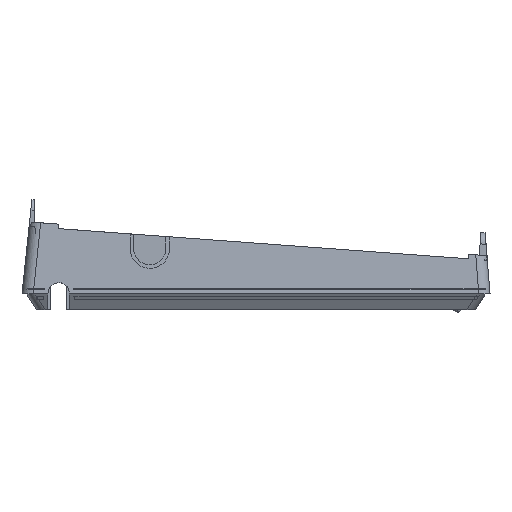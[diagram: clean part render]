
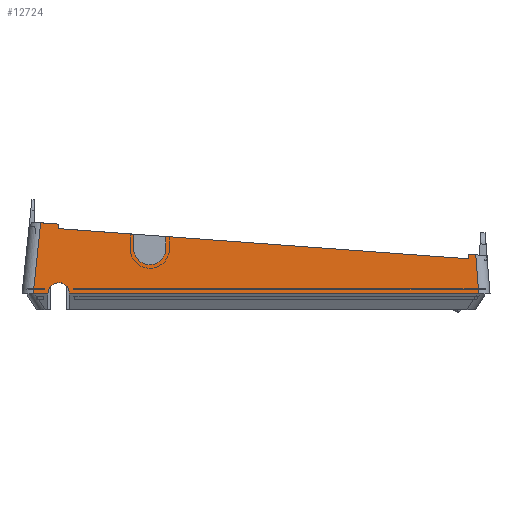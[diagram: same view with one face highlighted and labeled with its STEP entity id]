
A CAD part, left-side view. The second image highlights one B-rep face of the part: STEP entity #12724.
In plain terms, the highlighted planar face has unit normal (-0.998, 0, 0.07).
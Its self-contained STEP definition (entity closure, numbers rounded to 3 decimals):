
#152 = LINE ( 'NONE', #1178, #263 ) ;
#263 = VECTOR ( 'NONE', #11653, 1000. ) ;
#277 = LINE ( 'NONE', #5446, #12142 ) ;
#516 = EDGE_CURVE ( 'NONE', #5205, #1378, #4009, .T. ) ;
#935 = EDGE_CURVE ( 'NONE', #4601, #10853, #12151, .T. ) ;
#1178 = CARTESIAN_POINT ( 'NONE',  ( -155.762, -58.535, 6.975 ) ) ;
#1206 = CARTESIAN_POINT ( 'NONE',  ( -156.239, 41.459, 0.15 ) ) ;
#1284 = CARTESIAN_POINT ( 'NONE',  ( -156.239, 46.241, 0.15 ) ) ;
#1338 = CARTESIAN_POINT ( 'NONE',  ( -156.187, 46.228, 0.895 ) ) ;
#1368 = LINE ( 'NONE', #6366, #12166 ) ;
#1378 = VERTEX_POINT ( 'NONE', #13679 ) ;
#1387 = CARTESIAN_POINT ( 'NONE',  ( -155.234, 43.963, 14.524 ) ) ;
#1538 = CARTESIAN_POINT ( 'NONE',  ( -156.239, 46.241, 0.15 ) ) ;
#1766 = CARTESIAN_POINT ( 'NONE',  ( -155.358, 20., 12.759 ) ) ;
#1779 = ORIENTED_EDGE ( 'NONE', *, *, #13849, .F. ) ;
#1896 = VERTEX_POINT ( 'NONE', #8751 ) ;
#2121 = CARTESIAN_POINT ( 'NONE',  ( -155.544, 27.2, 10.1 ) ) ;
#2140 = CARTESIAN_POINT ( 'NONE',  ( -156.239, 41.459, 0.15 ) ) ;
#2143 = VECTOR ( 'NONE', #2454, 1000. ) ;
#2262 = DIRECTION ( 'NONE',  ( 0.07, 0.017, 0.997 ) ) ;
#2437 = VECTOR ( 'NONE', #15803, 1000. ) ;
#2454 = DIRECTION ( 'NONE',  ( -0.069, 0.104, -0.992 ) ) ;
#2534 = EDGE_CURVE ( 'NONE', #7994, #1896, #6767, .T. ) ;
#2562 = DIRECTION ( 'NONE',  ( 0.07, -0.056, 0.996 ) ) ;
#2638 = DIRECTION ( 'NONE',  ( -0.005, -0.997, -0.073 ) ) ;
#2653 = CARTESIAN_POINT ( 'NONE',  ( -156.25, 20., 0. ) ) ;
#2698 = CARTESIAN_POINT ( 'NONE',  ( -155.854, 48.909, 5.667 ) ) ;
#2737 = VERTEX_POINT ( 'NONE', #14973 ) ;
#2907 = ORIENTED_EDGE ( 'NONE', *, *, #14507, .T. ) ;
#2909 = VERTEX_POINT ( 'NONE', #6493 ) ;
#3218 = DIRECTION ( 'NONE',  ( 0., -1., 0. ) ) ;
#3222 = PLANE ( 'NONE',  #10239 ) ;
#3286 = CARTESIAN_POINT ( 'NONE',  ( -156.307, 41.442, -0.811 ) ) ;
#3374 = EDGE_CURVE ( 'NONE', #1896, #2737, #9750, .T. ) ;
#3803 = DIRECTION ( 'NONE',  ( -0.07, 0.017, -0.997 ) ) ;
#3905 = CARTESIAN_POINT ( 'NONE',  ( -155.916, 46.16, 4.77 ) ) ;
#3985 = EDGE_CURVE ( 'NONE', #5566, #5205, #10481, .T. ) ;
#4009 = LINE ( 'NONE', #15521, #4355 ) ;
#4173 = DIRECTION ( 'NONE',  ( -0.005, -0.997, -0.073 ) ) ;
#4355 = VECTOR ( 'NONE', #14252, 1000. ) ;
#4383 = CARTESIAN_POINT ( 'NONE',  ( -155.625, -47.255, 8.936 ) ) ;
#4395 = DIRECTION ( 'NONE',  ( -0.07, 0., -0.998 ) ) ;
#4407 = CARTESIAN_POINT ( 'NONE',  ( -155.321, 27.2, 13.29 ) ) ;
#4488 = ORIENTED_EDGE ( 'NONE', *, *, #14011, .F. ) ;
#4601 = VERTEX_POINT ( 'NONE', #2140 ) ;
#4805 = ORIENTED_EDGE ( 'NONE', *, *, #516, .T. ) ;
#4870 = VECTOR ( 'NONE', #2638, 1000. ) ;
#5104 = EDGE_LOOP ( 'NONE', ( #13392, #5230, #4805, #16056, #9733, #16034, #8830, #6652, #11104, #4488, #1779, #10472, #6434, #14749, #5341, #2907 ) ) ;
#5205 = VERTEX_POINT ( 'NONE', #8462 ) ;
#5230 = ORIENTED_EDGE ( 'NONE', *, *, #3985, .T. ) ;
#5279 = VERTEX_POINT ( 'NONE', #9382 ) ;
#5315 = VECTOR ( 'NONE', #6544, 1000. ) ;
#5341 = ORIENTED_EDGE ( 'NONE', *, *, #13180, .F. ) ;
#5446 = CARTESIAN_POINT ( 'NONE',  ( -155.762, -58.535, 6.975 ) ) ;
#5566 = VERTEX_POINT ( 'NONE', #10883 ) ;
#5573 = LINE ( 'NONE', #4383, #2437 ) ;
#5586 = CARTESIAN_POINT ( 'NONE',  ( -156.25, -5.272, 0. ) ) ;
#6230 = CARTESIAN_POINT ( 'NONE',  ( -156.25, 27.2, 0. ) ) ;
#6366 = CARTESIAN_POINT ( 'NONE',  ( -156.055, 44.622, 2.787 ) ) ;
#6434 = ORIENTED_EDGE ( 'NONE', *, *, #10923, .F. ) ;
#6475 = LINE ( 'NONE', #14263, #6715 ) ;
#6493 = CARTESIAN_POINT ( 'NONE',  ( -155.544, 27.2, 10.1 ) ) ;
#6544 = DIRECTION ( 'NONE',  ( 0.07, 0., 0.998 ) ) ;
#6652 = ORIENTED_EDGE ( 'NONE', *, *, #3374, .T. ) ;
#6715 = VECTOR ( 'NONE', #11627, 1000. ) ;
#6767 = LINE ( 'NONE', #5586, #10104 ) ;
#7109 = DIRECTION ( 'NONE',  ( 0., 1., 0. ) ) ;
#7127 = CARTESIAN_POINT ( 'NONE',  ( -156.009, -49.235, 3.443 ) ) ;
#7284 = CARTESIAN_POINT ( 'NONE',  ( -156.047, 27.2, 2.9 ) ) ;
#7337 = VERTEX_POINT ( 'NONE', #4407 ) ;
#7994 = VERTEX_POINT ( 'NONE', #12658 ) ;
#8061 = EDGE_CURVE ( 'NONE', #5279, #14103, #8849, .T. ) ;
#8114 = CARTESIAN_POINT ( 'NONE',  ( -155.634, -47.246, 8.809 ) ) ;
#8391 = CARTESIAN_POINT ( 'NONE',  ( -156.25, -5.272, 0. ) ) ;
#8405 = CARTESIAN_POINT ( 'NONE',  ( -156.047, 20., 2.9 ) ) ;
#8462 = CARTESIAN_POINT ( 'NONE',  ( -156.25, 49.505, 0. ) ) ;
#8472 = FACE_OUTER_BOUND ( 'NONE', #5104, .T. ) ;
#8608 = VECTOR ( 'NONE', #2262, 1000. ) ;
#8751 = CARTESIAN_POINT ( 'NONE',  ( -156.25, -49.506, 0. ) ) ;
#8830 = ORIENTED_EDGE ( 'NONE', *, *, #2534, .T. ) ;
#8849 = LINE ( 'NONE', #2653, #5315 ) ;
#9072 = LINE ( 'NONE', #14237, #4870 ) ;
#9185 = VERTEX_POINT ( 'NONE', #11701 ) ;
#9382 = CARTESIAN_POINT ( 'NONE',  ( -155.544, 20., 10.1 ) ) ;
#9733 = ORIENTED_EDGE ( 'NONE', *, *, #935, .F. ) ;
#9750 = LINE ( 'NONE', #7127, #14855 ) ;
#9890 = VERTEX_POINT ( 'NONE', #10318 ) ;
#10104 = VECTOR ( 'NONE', #3218, 1000. ) ;
#10235 = EDGE_CURVE ( 'NONE', #7337, #2909, #15982, .T. ) ;
#10239 = AXIS2_PLACEMENT_3D ( 'NONE', #8391, #13620, #7109 ) ;
#10318 = CARTESIAN_POINT ( 'NONE',  ( -155.704, -47.172, 7.812 ) ) ;
#10472 = ORIENTED_EDGE ( 'NONE', *, *, #8061, .F. ) ;
#10481 = LINE ( 'NONE', #2698, #2143 ) ;
#10853 = VERTEX_POINT ( 'NONE', #1538 ) ;
#10883 = CARTESIAN_POINT ( 'NONE',  ( -155.144, 47.843, 15.813 ) ) ;
#10923 = EDGE_CURVE ( 'NONE', #2909, #5279, #15743, .T. ) ;
#10976 = VECTOR ( 'NONE', #4395, 1000. ) ;
#11104 = ORIENTED_EDGE ( 'NONE', *, *, #14570, .F. ) ;
#11492 = LINE ( 'NONE', #1338, #13514 ) ;
#11627 = DIRECTION ( 'NONE',  ( 0.005, 0.997, 0.073 ) ) ;
#11653 = DIRECTION ( 'NONE',  ( -0.005, -0.997, -0.073 ) ) ;
#11701 = CARTESIAN_POINT ( 'NONE',  ( -155.165, 43.907, 15.523 ) ) ;
#11803 = VERTEX_POINT ( 'NONE', #1387 ) ;
#12142 = VECTOR ( 'NONE', #4173, 1000. ) ;
#12151 =( BOUNDED_CURVE ( )  B_SPLINE_CURVE ( 3, ( #1206, #12875, #3905, #1284 ),
 .UNSPECIFIED., .F., .F. ) 
 B_SPLINE_CURVE_WITH_KNOTS ( ( 4, 4 ),
 ( 4.73, 7.837 ),
 .UNSPECIFIED. ) 
 CURVE ( )  GEOMETRIC_REPRESENTATION_ITEM ( )  RATIONAL_B_SPLINE_CURVE ( ( 1., 0.345, 0.345, 1. ) ) 
 REPRESENTATION_ITEM ( '' )  );
#12166 = VECTOR ( 'NONE', #2562, 1000. ) ;
#12292 = DIRECTION ( 'NONE',  ( 0.07, 0.078, 0.995 ) ) ;
#12449 = CARTESIAN_POINT ( 'NONE',  ( -155.544, 20., 10.1 ) ) ;
#12658 = CARTESIAN_POINT ( 'NONE',  ( -156.25, 41.456, 0. ) ) ;
#12724 = ADVANCED_FACE ( 'NONE', ( #8472 ), #3222, .T. ) ;
#12875 = CARTESIAN_POINT ( 'NONE',  ( -155.916, 41.54, 4.77 ) ) ;
#12931 = VERTEX_POINT ( 'NONE', #8114 ) ;
#13180 = EDGE_CURVE ( 'NONE', #11803, #7337, #277, .T. ) ;
#13392 = ORIENTED_EDGE ( 'NONE', *, *, #15830, .T. ) ;
#13514 = VECTOR ( 'NONE', #3803, 1000. ) ;
#13620 = DIRECTION ( 'NONE',  ( -0.998, 0., 0.07 ) ) ;
#13679 = CARTESIAN_POINT ( 'NONE',  ( -156.25, 46.244, 0. ) ) ;
#13687 = LINE ( 'NONE', #3286, #8608 ) ;
#13849 = EDGE_CURVE ( 'NONE', #14103, #9890, #152, .T. ) ;
#13964 = EDGE_CURVE ( 'NONE', #10853, #1378, #11492, .T. ) ;
#14011 = EDGE_CURVE ( 'NONE', #9890, #12931, #5573, .T. ) ;
#14103 = VERTEX_POINT ( 'NONE', #1766 ) ;
#14237 = CARTESIAN_POINT ( 'NONE',  ( -155.422, -6.148, 11.836 ) ) ;
#14252 = DIRECTION ( 'NONE',  ( 0., -1., 0. ) ) ;
#14263 = CARTESIAN_POINT ( 'NONE',  ( -155.391, -0.104, 12.281 ) ) ;
#14507 = EDGE_CURVE ( 'NONE', #11803, #9185, #1368, .T. ) ;
#14570 = EDGE_CURVE ( 'NONE', #12931, #2737, #9072, .T. ) ;
#14749 = ORIENTED_EDGE ( 'NONE', *, *, #10235, .F. ) ;
#14855 = VECTOR ( 'NONE', #12292, 1000. ) ;
#14973 = CARTESIAN_POINT ( 'NONE',  ( -155.642, -48.822, 8.693 ) ) ;
#15521 = CARTESIAN_POINT ( 'NONE',  ( -156.25, -5.272, 0. ) ) ;
#15615 = EDGE_CURVE ( 'NONE', #7994, #4601, #13687, .T. ) ;
#15743 =( BOUNDED_CURVE ( )  B_SPLINE_CURVE ( 3, ( #2121, #7284, #8405, #12449 ),
 .UNSPECIFIED., .F., .F. ) 
 B_SPLINE_CURVE_WITH_KNOTS ( ( 4, 4 ),
 ( 4.712, 7.854 ),
 .UNSPECIFIED. ) 
 CURVE ( )  GEOMETRIC_REPRESENTATION_ITEM ( )  RATIONAL_B_SPLINE_CURVE ( ( 1., 0.333, 0.333, 1. ) ) 
 REPRESENTATION_ITEM ( '' )  );
#15803 = DIRECTION ( 'NONE',  ( 0.07, -0.073, 0.995 ) ) ;
#15830 = EDGE_CURVE ( 'NONE', #9185, #5566, #6475, .T. ) ;
#15982 = LINE ( 'NONE', #6230, #10976 ) ;
#16034 = ORIENTED_EDGE ( 'NONE', *, *, #15615, .F. ) ;
#16056 = ORIENTED_EDGE ( 'NONE', *, *, #13964, .F. ) ;
